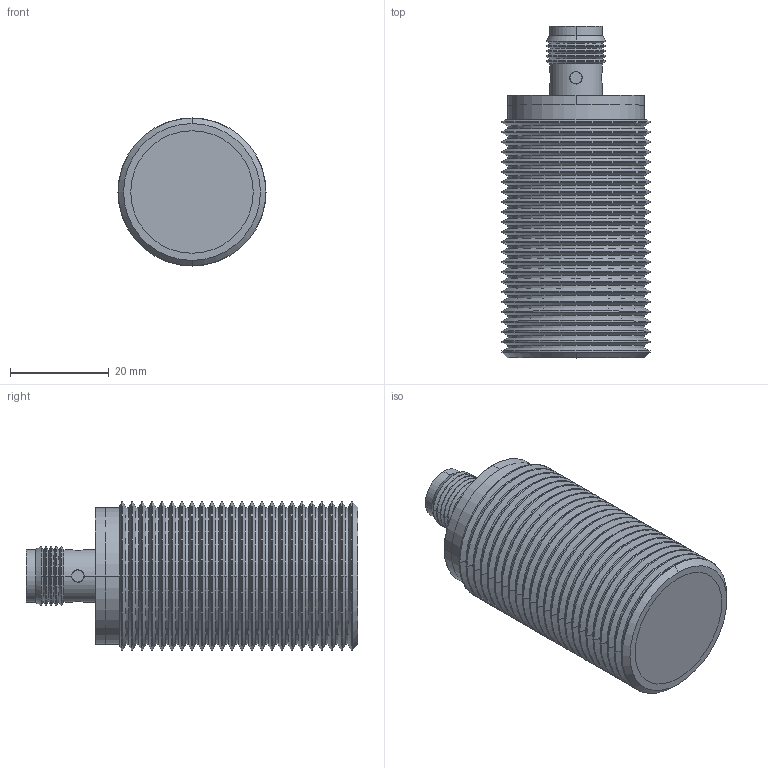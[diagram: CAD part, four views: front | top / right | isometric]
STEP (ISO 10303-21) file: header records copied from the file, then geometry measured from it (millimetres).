
FILE_DESCRIPTION(('STEP AP214'),'1');
FILE_NAME('cctmp_465EDA23-6816-4792-8151-B4CE7F9F997D_2022_07_22_10_56_37_0494..stp','2022-07-22T08:56:37',('Pepperl+Fuchs GmbH'),('CADClick - www.CADClick.com'),'Spatial InterOp 3D',' ','unknown authorization');
FILE_SCHEMA(('AUTOMOTIVE_DESIGN'));
Length unit declared in the file: millimetre
Products named in the file (6): cc_unnamed; NBB15-30GM50-A2-V1_4; NBB15-30GM50-A2-V1_3; NBB15-30GM50-A2-V1_2; NBB15-30GM50-A2-V1_1; NBB15-30GM50-A2-V1
Assembly tree (5 placements, depth 2):
  cc_unnamed
    NBB15-30GM50-A2-V1_4
    NBB15-30GM50-A2-V1_3
    NBB15-30GM50-A2-V1_2
    NBB15-30GM50-A2-V1_1
    NBB15-30GM50-A2-V1
Bounding box: 30 x 67.21 x 30 mm (x, y, z)
Volume: 38713.2 mm3; surface area: 16710 mm2
Topology: 8 solids, 8 shells, 335 faces, 720 edges, 395 vertices
Faces by surface type: cylinder 153, cone 138, plane 34, sphere 8, revolution 2
Entity records: 11939 total; most frequent: DIRECTION 1732, CARTESIAN_POINT 1722, ORIENTED_EDGE 1404, AXIS2_PLACEMENT_3D 713, EDGE_CURVE 702, VERTEX_POINT 395, CIRCLE 374, EDGE_LOOP 357
